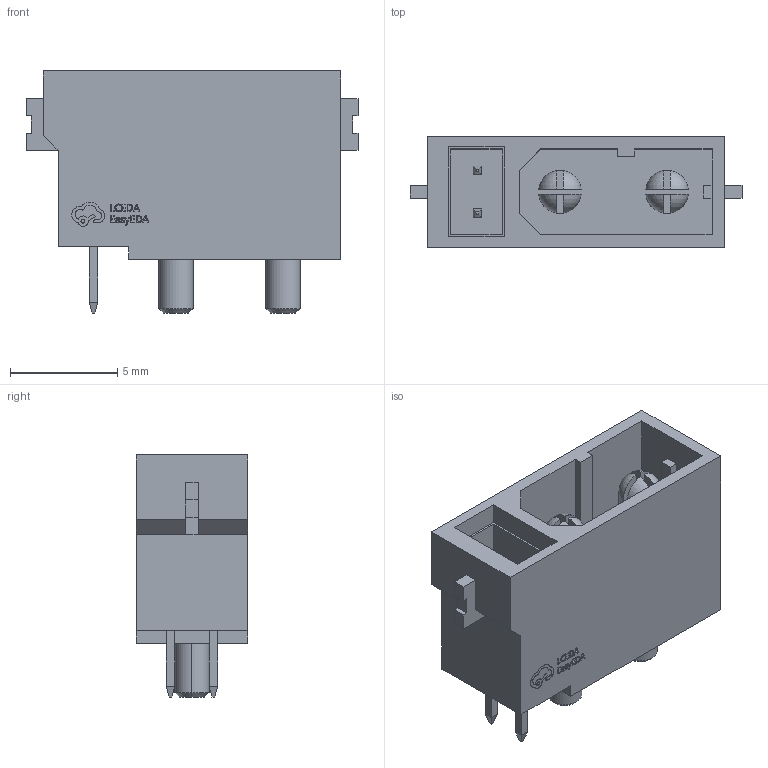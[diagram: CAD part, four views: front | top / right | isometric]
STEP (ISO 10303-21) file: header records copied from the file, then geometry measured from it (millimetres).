
FILE_DESCRIPTION (( 'STEP AP214' ), '1' );
FILE_NAME ('CONN-TH_XT30PB-M.STEP', '2022-06-22T05:22:07', ( 'PC' ), ( 'Microsoft' ), 'SwSTEP 2.0', 'SolidWorks 2020', '' );
FILE_SCHEMA (( 'AUTOMOTIVE_DESIGN' ));
Length unit declared in the file: millimetre
Products named in the file (1): CONN-TH_XT30PB-M
Bounding box: 15.5 x 5.21 x 11.3 mm (x, y, z)
Volume: 374 mm3; surface area: 861.6 mm2
Topology: 1 solids, 1 shells, 353 faces, 929 edges, 612 vertices
Faces by surface type: plane 235, bspline 98, cylinder 8, sphere 8, cone 4
Entity records: 15200 total; most frequent: CARTESIAN_POINT 3201, ORIENTED_EDGE 1858, DIRECTION 1285, EDGE_CURVE 929, VECTOR 685, LINE 685, VERTEX_POINT 612, EDGE_LOOP 387
